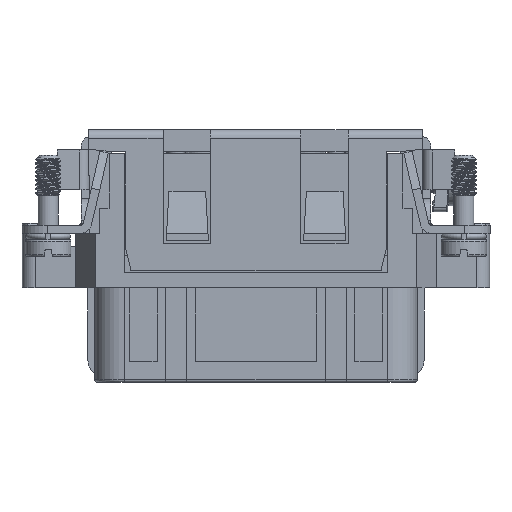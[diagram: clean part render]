
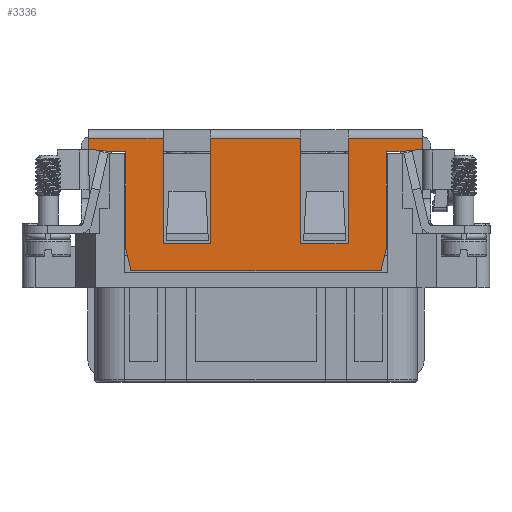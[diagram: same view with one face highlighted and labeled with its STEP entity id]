
A CAD part, front view. The second image highlights one B-rep face of the part: STEP entity #3336.
In plain terms, the highlighted planar face has unit normal (0, -1, 0).
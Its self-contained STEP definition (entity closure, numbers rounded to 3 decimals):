
#3336=ADVANCED_FACE('',(#5169),#4414,.T.);
#4414=PLANE('',#24315);
#5169=FACE_OUTER_BOUND('',#6405,.T.);
#6405=EDGE_LOOP('',(#9503,#9504,#9505,#9506,#9507,#9508,#9509,#9510,#9511,
#9512,#9513,#9514,#9515,#9516,#9517,#9518,#9519,#9520,#9521,#9522));
#9503=ORIENTED_EDGE('',*,*,#16178,.F.);
#9504=ORIENTED_EDGE('',*,*,#17394,.T.);
#9505=ORIENTED_EDGE('',*,*,#17395,.F.);
#9506=ORIENTED_EDGE('',*,*,#17396,.F.);
#9507=ORIENTED_EDGE('',*,*,#17397,.T.);
#9508=ORIENTED_EDGE('',*,*,#17398,.T.);
#9509=ORIENTED_EDGE('',*,*,#17399,.F.);
#9510=ORIENTED_EDGE('',*,*,#17400,.F.);
#9511=ORIENTED_EDGE('',*,*,#17401,.T.);
#9512=ORIENTED_EDGE('',*,*,#17402,.T.);
#9513=ORIENTED_EDGE('',*,*,#17403,.T.);
#9514=ORIENTED_EDGE('',*,*,#17404,.F.);
#9515=ORIENTED_EDGE('',*,*,#17252,.F.);
#9516=ORIENTED_EDGE('',*,*,#17309,.F.);
#9517=ORIENTED_EDGE('',*,*,#17405,.F.);
#9518=ORIENTED_EDGE('',*,*,#17406,.F.);
#9519=ORIENTED_EDGE('',*,*,#17407,.F.);
#9520=ORIENTED_EDGE('',*,*,#17408,.T.);
#9521=ORIENTED_EDGE('',*,*,#17240,.F.);
#9522=ORIENTED_EDGE('',*,*,#17409,.F.);
#13987=VERTEX_POINT('',#31658);
#13988=VERTEX_POINT('',#31660);
#14734=VERTEX_POINT('',#33917);
#14735=VERTEX_POINT('',#33919);
#14746=VERTEX_POINT('',#33941);
#14747=VERTEX_POINT('',#33943);
#14799=VERTEX_POINT('',#34149);
#14881=VERTEX_POINT('',#34318);
#14882=VERTEX_POINT('',#34320);
#14883=VERTEX_POINT('',#34322);
#14884=VERTEX_POINT('',#34324);
#14885=VERTEX_POINT('',#34326);
#14886=VERTEX_POINT('',#34328);
#14887=VERTEX_POINT('',#34330);
#14888=VERTEX_POINT('',#34332);
#14889=VERTEX_POINT('',#34334);
#14890=VERTEX_POINT('',#34336);
#14891=VERTEX_POINT('',#34339);
#14892=VERTEX_POINT('',#34341);
#14893=VERTEX_POINT('',#34343);
#16178=EDGE_CURVE('',#13987,#13988,#19475,.T.);
#17240=EDGE_CURVE('',#14734,#14735,#20269,.T.);
#17252=EDGE_CURVE('',#14746,#14747,#20281,.T.);
#17309=EDGE_CURVE('',#14799,#14746,#20321,.T.);
#17394=EDGE_CURVE('',#13987,#14881,#20386,.T.);
#17395=EDGE_CURVE('',#14882,#14881,#20387,.T.);
#17396=EDGE_CURVE('',#14883,#14882,#20388,.T.);
#17397=EDGE_CURVE('',#14883,#14884,#20389,.T.);
#17398=EDGE_CURVE('',#14884,#14885,#20390,.T.);
#17399=EDGE_CURVE('',#14886,#14885,#20391,.T.);
#17400=EDGE_CURVE('',#14887,#14886,#20392,.T.);
#17401=EDGE_CURVE('',#14887,#14888,#20393,.T.);
#17402=EDGE_CURVE('',#14888,#14889,#20394,.T.);
#17403=EDGE_CURVE('',#14889,#14890,#20395,.T.);
#17404=EDGE_CURVE('',#14747,#14890,#20396,.T.);
#17405=EDGE_CURVE('',#14891,#14799,#20397,.T.);
#17406=EDGE_CURVE('',#14892,#14891,#20398,.T.);
#17407=EDGE_CURVE('',#14893,#14892,#20399,.T.);
#17408=EDGE_CURVE('',#14893,#14735,#20400,.T.);
#17409=EDGE_CURVE('',#13988,#14734,#20401,.T.);
#19475=LINE('',#31659,#21620);
#20269=LINE('',#33918,#22414);
#20281=LINE('',#33942,#22426);
#20321=LINE('',#34148,#22466);
#20386=LINE('',#34317,#22531);
#20387=LINE('',#34319,#22532);
#20388=LINE('',#34321,#22533);
#20389=LINE('',#34323,#22534);
#20390=LINE('',#34325,#22535);
#20391=LINE('',#34327,#22536);
#20392=LINE('',#34329,#22537);
#20393=LINE('',#34331,#22538);
#20394=LINE('',#34333,#22539);
#20395=LINE('',#34335,#22540);
#20396=LINE('',#34337,#22541);
#20397=LINE('',#34338,#22542);
#20398=LINE('',#34340,#22543);
#20399=LINE('',#34342,#22544);
#20400=LINE('',#34344,#22545);
#20401=LINE('',#34345,#22546);
#21620=VECTOR('',#25671,1.);
#22414=VECTOR('',#27629,1.);
#22426=VECTOR('',#27641,1.);
#22466=VECTOR('',#27701,1.);
#22531=VECTOR('',#27810,1.);
#22532=VECTOR('',#27811,1.);
#22533=VECTOR('',#27812,1.);
#22534=VECTOR('',#27813,1.);
#22535=VECTOR('',#27814,1.);
#22536=VECTOR('',#27815,1.);
#22537=VECTOR('',#27816,1.);
#22538=VECTOR('',#27817,1.);
#22539=VECTOR('',#27818,1.);
#22540=VECTOR('',#27819,1.);
#22541=VECTOR('',#27820,1.);
#22542=VECTOR('',#27821,1.);
#22543=VECTOR('',#27822,1.);
#22544=VECTOR('',#27823,1.);
#22545=VECTOR('',#27824,1.);
#22546=VECTOR('',#27825,1.);
#24315=AXIS2_PLACEMENT_3D('',#34346,#27826,#27827);
#25671=DIRECTION('',(0.,0.,-1.));
#27629=DIRECTION('',(-1.,0.,0.));
#27641=DIRECTION('',(-1.,0.,0.));
#27701=DIRECTION('',(0.,0.,1.));
#27810=DIRECTION('',(-1.,0.,0.));
#27811=DIRECTION('',(0.,0.,1.));
#27812=DIRECTION('',(1.,0.,0.));
#27813=DIRECTION('',(0.,0.,1.));
#27814=DIRECTION('',(-1.,0.,0.));
#27815=DIRECTION('',(0.,0.,1.));
#27816=DIRECTION('',(1.,0.,0.));
#27817=DIRECTION('',(0.,0.,1.));
#27818=DIRECTION('',(-1.,0.,0.));
#27819=DIRECTION('',(0.,0.,-1.));
#27820=DIRECTION('',(-0.994,0.,0.112));
#27821=DIRECTION('',(-0.233,0.,0.972));
#27822=DIRECTION('',(-1.,0.,0.));
#27823=DIRECTION('',(-0.233,0.,-0.972));
#27824=DIRECTION('',(0.,0.,1.));
#27825=DIRECTION('',(-0.994,0.,-0.112));
#27826=DIRECTION('',(0.,-1.,0.));
#27827=DIRECTION('',(1.,0.,0.));
#31658=CARTESIAN_POINT('',(-7.95,-65.15,17.7));
#31659=CARTESIAN_POINT('',(-7.95,-65.15,18.7));
#31660=CARTESIAN_POINT('',(-7.95,-65.15,16.4));
#33917=CARTESIAN_POINT('',(-10.6,-65.15,16.1));
#33918=CARTESIAN_POINT('',(-7.95,-65.15,16.1));
#33919=CARTESIAN_POINT('',(-12.25,-65.15,16.1));
#33941=CARTESIAN_POINT('',(-43.05,-65.15,16.1));
#33942=CARTESIAN_POINT('',(-7.95,-65.15,16.1));
#33943=CARTESIAN_POINT('',(-44.8,-65.15,16.1));
#34148=CARTESIAN_POINT('',(-43.05,-65.15,59.443));
#34149=CARTESIAN_POINT('',(-43.05,-65.15,4.5));
#34317=CARTESIAN_POINT('',(-7.95,-65.15,17.7));
#34318=CARTESIAN_POINT('',(-16.75,-65.15,17.7));
#34319=CARTESIAN_POINT('',(-16.75,-65.15,5.2));
#34320=CARTESIAN_POINT('',(-16.75,-65.15,5.2));
#34321=CARTESIAN_POINT('',(-22.35,-65.15,5.2));
#34322=CARTESIAN_POINT('',(-22.35,-65.15,5.2));
#34323=CARTESIAN_POINT('',(-22.35,-65.15,5.2));
#34324=CARTESIAN_POINT('',(-22.35,-65.15,17.7));
#34325=CARTESIAN_POINT('',(-7.95,-65.15,17.7));
#34326=CARTESIAN_POINT('',(-33.05,-65.15,17.7));
#34327=CARTESIAN_POINT('',(-33.05,-65.15,5.2));
#34328=CARTESIAN_POINT('',(-33.05,-65.15,5.2));
#34329=CARTESIAN_POINT('',(-38.65,-65.15,5.2));
#34330=CARTESIAN_POINT('',(-38.65,-65.15,5.2));
#34331=CARTESIAN_POINT('',(-38.65,-65.15,5.2));
#34332=CARTESIAN_POINT('',(-38.65,-65.15,17.7));
#34333=CARTESIAN_POINT('',(-7.95,-65.15,17.7));
#34334=CARTESIAN_POINT('',(-47.45,-65.15,17.7));
#34335=CARTESIAN_POINT('',(-47.45,-65.15,18.7));
#34336=CARTESIAN_POINT('',(-47.45,-65.15,16.4));
#34337=CARTESIAN_POINT('',(-8.707,-65.15,12.014));
#34338=CARTESIAN_POINT('',(-44.361,-65.15,9.961));
#34339=CARTESIAN_POINT('',(-42.45,-65.15,2.));
#34340=CARTESIAN_POINT('',(-7.85,-65.15,2.));
#34341=CARTESIAN_POINT('',(-12.85,-65.15,2.));
#34342=CARTESIAN_POINT('',(-8.793,-65.15,18.902));
#34343=CARTESIAN_POINT('',(-12.25,-65.15,4.5));
#34344=CARTESIAN_POINT('',(-12.25,-65.15,59.443));
#34345=CARTESIAN_POINT('',(-7.693,-65.15,16.429));
#34346=CARTESIAN_POINT('',(-7.95,-65.15,18.7));
